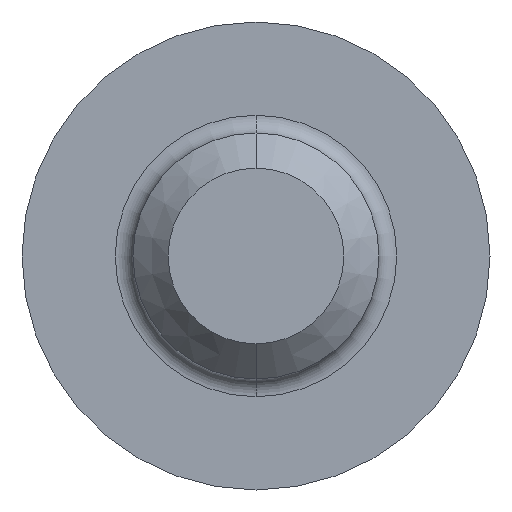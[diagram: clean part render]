
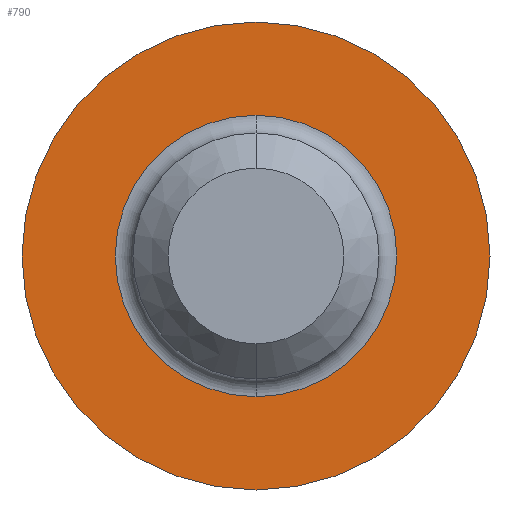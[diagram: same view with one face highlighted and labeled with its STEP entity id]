
A CAD part, front view. The second image highlights one B-rep face of the part: STEP entity #790.
In plain terms, the highlighted planar face has unit normal (0, -1, 0).
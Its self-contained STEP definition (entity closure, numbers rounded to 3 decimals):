
#42 = CIRCLE ( 'NONE', #1285, 2.383 ) ;
#64 = DIRECTION ( 'NONE',  ( 0., -1., 0. ) ) ;
#75 = CARTESIAN_POINT ( 'NONE',  ( 0., 0., 0. ) ) ;
#120 = DIRECTION ( 'NONE',  ( 0., -1., 0. ) ) ;
#216 = CARTESIAN_POINT ( 'NONE',  ( 0., 0., 0. ) ) ;
#234 = PLANE ( 'NONE',  #1210 ) ;
#236 = VERTEX_POINT ( 'NONE', #410 ) ;
#239 = AXIS2_PLACEMENT_3D ( 'NONE', #75, #64, #1173 ) ;
#268 = EDGE_CURVE ( 'NONE', #525, #1267, #42, .T. ) ;
#275 = CIRCLE ( 'NONE', #1295, 3.962 ) ;
#326 = CARTESIAN_POINT ( 'NONE',  ( 0., 0., 0. ) ) ;
#331 = CARTESIAN_POINT ( 'NONE',  ( 0., 0., 2.383 ) ) ;
#343 = DIRECTION ( 'NONE',  ( 0., -1., 0. ) ) ;
#364 = EDGE_CURVE ( 'NONE', #1213, #236, #947, .T. ) ;
#410 = CARTESIAN_POINT ( 'NONE',  ( 0., 0., -3.962 ) ) ;
#421 = CARTESIAN_POINT ( 'NONE',  ( 0., 0., 3.962 ) ) ;
#448 = EDGE_CURVE ( 'NONE', #236, #1213, #275, .T. ) ;
#479 = ORIENTED_EDGE ( 'NONE', *, *, #1007, .F. ) ;
#513 = EDGE_LOOP ( 'NONE', ( #901, #479 ) ) ;
#525 = VERTEX_POINT ( 'NONE', #893 ) ;
#555 = FACE_BOUND ( 'NONE', #513, .T. ) ;
#583 = ORIENTED_EDGE ( 'NONE', *, *, #448, .T. ) ;
#656 = CARTESIAN_POINT ( 'NONE',  ( 0., 0., 0. ) ) ;
#675 = ORIENTED_EDGE ( 'NONE', *, *, #364, .T. ) ;
#692 = EDGE_LOOP ( 'NONE', ( #583, #675 ) ) ;
#742 = DIRECTION ( 'NONE',  ( 0., 0., -1. ) ) ;
#745 = CARTESIAN_POINT ( 'NONE',  ( 0., 0., 0. ) ) ;
#765 = FACE_OUTER_BOUND ( 'NONE', #692, .T. ) ;
#790 = ADVANCED_FACE ( 'NONE', ( #555, #765 ), #234, .T. ) ;
#841 = DIRECTION ( 'NONE',  ( 0., 0., -1. ) ) ;
#842 = DIRECTION ( 'NONE',  ( 0., 0., -1. ) ) ;
#893 = CARTESIAN_POINT ( 'NONE',  ( 0., 0., -2.383 ) ) ;
#901 = ORIENTED_EDGE ( 'NONE', *, *, #268, .F. ) ;
#941 = DIRECTION ( 'NONE',  ( 0., -1., 0. ) ) ;
#947 = CIRCLE ( 'NONE', #1122, 3.962 ) ;
#1007 = EDGE_CURVE ( 'NONE', #1267, #525, #1207, .T. ) ;
#1056 = DIRECTION ( 'NONE',  ( 0., 0., -1. ) ) ;
#1122 = AXIS2_PLACEMENT_3D ( 'NONE', #326, #1131, #842 ) ;
#1131 = DIRECTION ( 'NONE',  ( 0., -1., 0. ) ) ;
#1173 = DIRECTION ( 'NONE',  ( 0., 0., -1. ) ) ;
#1207 = CIRCLE ( 'NONE', #239, 2.383 ) ;
#1210 = AXIS2_PLACEMENT_3D ( 'NONE', #745, #941, #841 ) ;
#1213 = VERTEX_POINT ( 'NONE', #421 ) ;
#1267 = VERTEX_POINT ( 'NONE', #331 ) ;
#1285 = AXIS2_PLACEMENT_3D ( 'NONE', #216, #120, #742 ) ;
#1295 = AXIS2_PLACEMENT_3D ( 'NONE', #656, #343, #1056 ) ;
